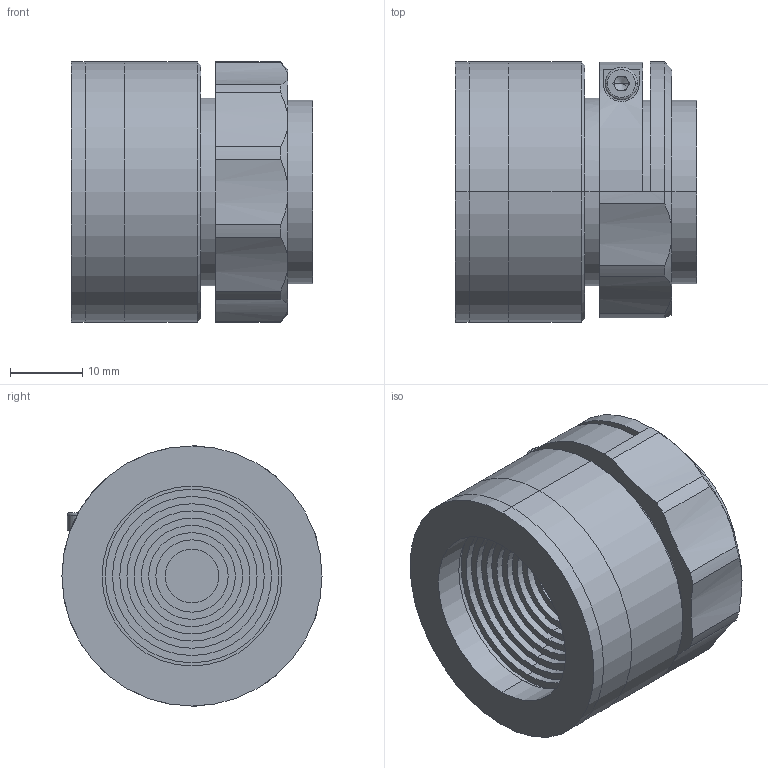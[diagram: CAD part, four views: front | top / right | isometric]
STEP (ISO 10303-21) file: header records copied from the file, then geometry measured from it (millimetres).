
FILE_DESCRIPTION (( 'STEP AP203' ), '1' );
FILE_NAME ('XF-MH045X43.STEP', '2020-11-19T08:36:22', ( 'canrill-02' ), ( '' ), 'SwSTEP 2.0', 'SolidWorks 2014', '' );
FILE_SCHEMA (( 'CONFIG_CONTROL_DESIGN' ));
Length unit declared in the file: millimetre
Products named in the file (1): XF-MH045X43
Bounding box: 33.41 x 36 x 36 mm (x, y, z)
Volume: 20356.8 mm3; surface area: 14450.9 mm2
Topology: 3 solids, 4 shells, 162 faces, 365 edges, 231 vertices
Faces by surface type: cylinder 82, plane 61, cone 17, torus 2
Entity records: 4702 total; most frequent: DIRECTION 867, CARTESIAN_POINT 848, ORIENTED_EDGE 722, EDGE_CURVE 361, AXIS2_PLACEMENT_3D 354, VERTEX_POINT 231, EDGE_LOOP 194, CIRCLE 191
